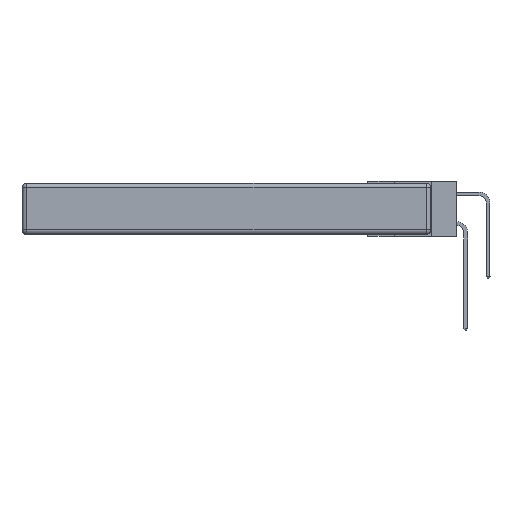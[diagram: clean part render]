
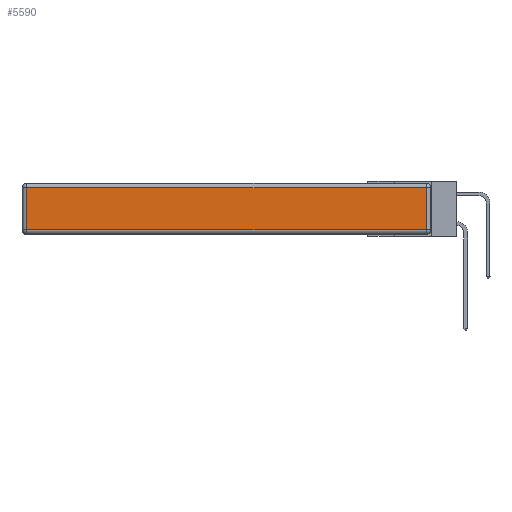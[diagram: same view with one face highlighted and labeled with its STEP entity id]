
A CAD part, left-side view. The second image highlights one B-rep face of the part: STEP entity #5590.
In plain terms, the highlighted planar face has unit normal (-1, 0, 0).
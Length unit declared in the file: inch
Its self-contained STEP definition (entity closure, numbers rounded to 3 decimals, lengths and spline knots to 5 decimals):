
#408 = CARTESIAN_POINT ( 'NONE',  ( 0., 0.03, -0.03 ) ) ;
#1304 = FACE_OUTER_BOUND ( 'NONE', #9585, .T. ) ;
#1320 = AXIS2_PLACEMENT_3D ( 'NONE', #8856, #13336, #11649 ) ;
#1366 = DIRECTION ( 'NONE',  ( 0., 0., 1. ) ) ;
#2618 = ORIENTED_EDGE ( 'NONE', *, *, #6484, .T. ) ;
#2919 = DIRECTION ( 'NONE',  ( 0., 1., 0. ) ) ;
#3580 = VERTEX_POINT ( 'NONE', #7215 ) ;
#3646 = CARTESIAN_POINT ( 'NONE',  ( 0., 0., -0.313 ) ) ;
#3994 = ORIENTED_EDGE ( 'NONE', *, *, #9542, .T. ) ;
#4087 = VERTEX_POINT ( 'NONE', #7610 ) ;
#4676 = CARTESIAN_POINT ( 'NONE',  ( 0., 2.75, -0.03 ) ) ;
#4880 = CARTESIAN_POINT ( 'NONE',  ( 0., 2.72, -0.343 ) ) ;
#5472 = EDGE_CURVE ( 'NONE', #3580, #4087, #11519, .T. ) ;
#5590 = ADVANCED_FACE ( 'NONE', ( #1304 ), #11918, .T. ) ;
#5840 = VERTEX_POINT ( 'NONE', #13592 ) ;
#6446 = VECTOR ( 'NONE', #15138, 39.37008 ) ;
#6484 = EDGE_CURVE ( 'NONE', #12173, #3580, #11712, .T. ) ;
#7215 = CARTESIAN_POINT ( 'NONE',  ( 0., 2.72, -0.03 ) ) ;
#7610 = CARTESIAN_POINT ( 'NONE',  ( 0., 2.72, -0.313 ) ) ;
#8449 = DIRECTION ( 'NONE',  ( 0., -1., 0. ) ) ;
#8856 = CARTESIAN_POINT ( 'NONE',  ( 0., 0., -0.343 ) ) ;
#9542 = EDGE_CURVE ( 'NONE', #4087, #5840, #16009, .T. ) ;
#9585 = EDGE_LOOP ( 'NONE', ( #3994, #11480, #2618, #16027 ) ) ;
#9783 = VECTOR ( 'NONE', #8449, 39.37008 ) ;
#9956 = EDGE_CURVE ( 'NONE', #5840, #12173, #12320, .T. ) ;
#10271 = CARTESIAN_POINT ( 'NONE',  ( 0., 0.03, -0.343 ) ) ;
#11480 = ORIENTED_EDGE ( 'NONE', *, *, #9956, .T. ) ;
#11519 = LINE ( 'NONE', #4880, #6446 ) ;
#11649 = DIRECTION ( 'NONE',  ( 0., 0., 1. ) ) ;
#11712 = LINE ( 'NONE', #4676, #13826 ) ;
#11918 = PLANE ( 'NONE',  #1320 ) ;
#12173 = VERTEX_POINT ( 'NONE', #408 ) ;
#12320 = LINE ( 'NONE', #10271, #16703 ) ;
#13336 = DIRECTION ( 'NONE',  ( -1., 0., 0. ) ) ;
#13592 = CARTESIAN_POINT ( 'NONE',  ( 0., 0.03, -0.313 ) ) ;
#13826 = VECTOR ( 'NONE', #2919, 39.37008 ) ;
#15138 = DIRECTION ( 'NONE',  ( 0., 0., -1. ) ) ;
#16009 = LINE ( 'NONE', #3646, #9783 ) ;
#16027 = ORIENTED_EDGE ( 'NONE', *, *, #5472, .T. ) ;
#16703 = VECTOR ( 'NONE', #1366, 39.37008 ) ;
